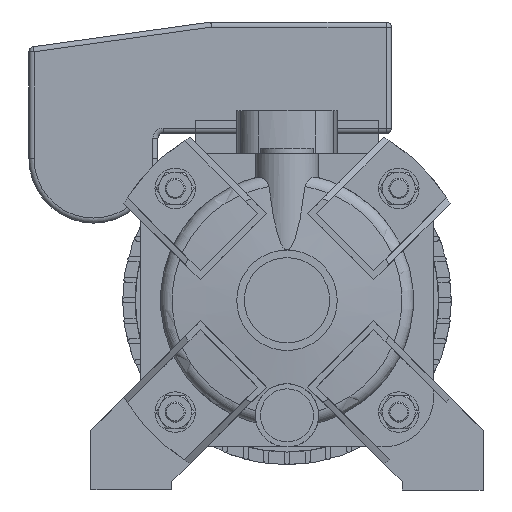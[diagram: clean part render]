
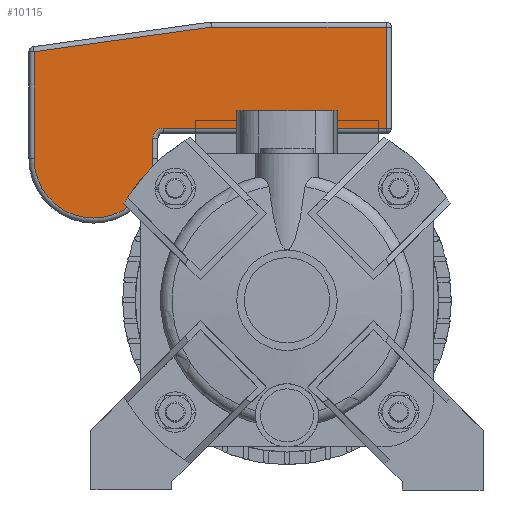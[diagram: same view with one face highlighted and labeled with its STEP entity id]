
A CAD part, left-side view. The second image highlights one B-rep face of the part: STEP entity #10115.
In plain terms, the highlighted planar face has unit normal (-1, 0, 0).
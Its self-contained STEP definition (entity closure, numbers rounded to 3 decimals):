
#1149=LINE('',#18338,#1928);
#1151=LINE('',#18347,#1930);
#1153=LINE('',#18385,#1932);
#1159=LINE('',#18401,#1938);
#1165=LINE('',#18410,#1944);
#1171=LINE('',#18419,#1950);
#1928=VECTOR('',#13789,10.);
#1930=VECTOR('',#13801,10.);
#1932=VECTOR('',#13845,10.);
#1938=VECTOR('',#13865,10.);
#1944=VECTOR('',#13877,10.);
#1950=VECTOR('',#13889,10.);
#2285=PLANE('',#11151);
#2947=FACE_OUTER_BOUND('',#3607,.T.);
#3607=EDGE_LOOP('',(#9334,#9335,#9336,#9337,#9338,#9339,#9340,#9341));
#4057=CIRCLE('',#11088,4.);
#4064=CIRCLE('',#11099,23.5);
#5010=VERTEX_POINT('',#18316);
#5012=VERTEX_POINT('',#18320);
#5015=VERTEX_POINT('',#18330);
#5016=VERTEX_POINT('',#18334);
#5018=VERTEX_POINT('',#18340);
#5024=VERTEX_POINT('',#18357);
#5030=VERTEX_POINT('',#18371);
#5033=VERTEX_POINT('',#18378);
#6423=EDGE_CURVE('',#5012,#5010,#4057,.T.);
#6431=EDGE_CURVE('',#5010,#5016,#1149,.T.);
#6434=EDGE_CURVE('',#5016,#5018,#4064,.T.);
#6436=EDGE_CURVE('',#5018,#5015,#1151,.T.);
#6453=EDGE_CURVE('',#5033,#5012,#1153,.T.);
#6462=EDGE_CURVE('',#5030,#5033,#1159,.T.);
#6468=EDGE_CURVE('',#5024,#5030,#1165,.T.);
#6474=EDGE_CURVE('',#5015,#5024,#1171,.T.);
#9334=ORIENTED_EDGE('',*,*,#6423,.F.);
#9335=ORIENTED_EDGE('',*,*,#6453,.F.);
#9336=ORIENTED_EDGE('',*,*,#6462,.F.);
#9337=ORIENTED_EDGE('',*,*,#6468,.F.);
#9338=ORIENTED_EDGE('',*,*,#6474,.F.);
#9339=ORIENTED_EDGE('',*,*,#6436,.F.);
#9340=ORIENTED_EDGE('',*,*,#6434,.F.);
#9341=ORIENTED_EDGE('',*,*,#6431,.F.);
#10115=ADVANCED_FACE('',(#2947),#2285,.F.);
#11088=AXIS2_PLACEMENT_3D('',#18322,#13770,#13771);
#11099=AXIS2_PLACEMENT_3D('',#18344,#13796,#13797);
#11151=AXIS2_PLACEMENT_3D('',#18453,#13932,#13933);
#13770=DIRECTION('center_axis',(-1.,0.,0.));
#13771=DIRECTION('ref_axis',(0.,0.707,0.707));
#13789=DIRECTION('',(0.,0.,-1.));
#13796=DIRECTION('center_axis',(1.,0.,0.));
#13797=DIRECTION('ref_axis',(0.,0.,-1.));
#13801=DIRECTION('',(0.,0.,1.));
#13845=DIRECTION('',(0.,1.,0.));
#13865=DIRECTION('',(0.,0.,-1.));
#13877=DIRECTION('',(0.,-1.,0.));
#13889=DIRECTION('',(0.,-0.99,0.138));
#13932=DIRECTION('center_axis',(1.,0.,0.));
#13933=DIRECTION('ref_axis',(0.,0.,-1.));
#18316=CARTESIAN_POINT('',(59.75,53.,139.));
#18320=CARTESIAN_POINT('',(59.75,49.,143.));
#18322=CARTESIAN_POINT('Origin',(59.75,49.,139.));
#18330=CARTESIAN_POINT('',(59.75,100.,173.259));
#18334=CARTESIAN_POINT('',(59.75,53.,131.));
#18338=CARTESIAN_POINT('',(59.75,53.,126.528));
#18340=CARTESIAN_POINT('',(59.75,100.,131.));
#18344=CARTESIAN_POINT('Origin',(59.75,76.5,131.));
#18347=CARTESIAN_POINT('',(59.75,100.,148.528));
#18357=CARTESIAN_POINT('',(59.75,29.862,183.));
#18371=CARTESIAN_POINT('',(59.75,-39.25,183.));
#18378=CARTESIAN_POINT('',(59.75,-39.25,143.));
#18385=CARTESIAN_POINT('',(59.75,63.75,143.));
#18401=CARTESIAN_POINT('',(59.75,-39.25,131.528));
#18410=CARTESIAN_POINT('',(59.75,38.25,183.));
#18419=CARTESIAN_POINT('',(59.75,56.823,179.255));
#18453=CARTESIAN_POINT('Origin',(59.75,76.5,122.057));
